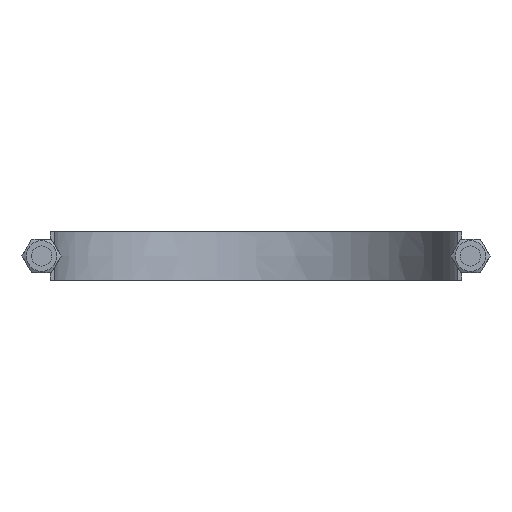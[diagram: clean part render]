
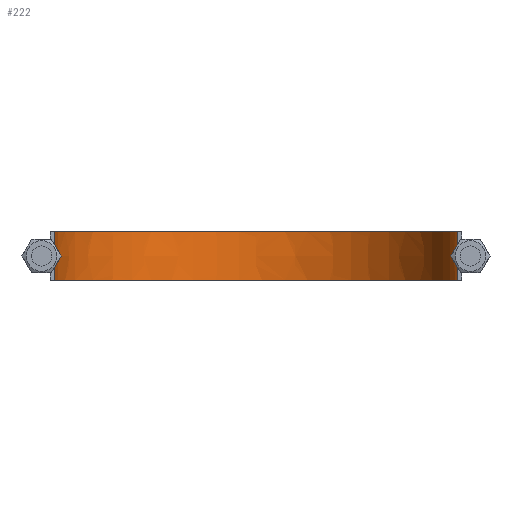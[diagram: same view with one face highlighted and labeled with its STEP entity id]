
A CAD part, front view. The second image highlights one B-rep face of the part: STEP entity #222.
In plain terms, the highlighted face is a extrusion surface.
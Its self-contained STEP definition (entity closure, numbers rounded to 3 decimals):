
#222 = ADVANCED_FACE( '', ( #268 ), #269, .T. );
#268 = FACE_OUTER_BOUND( '', #370, .T. );
#269 = SURFACE_OF_LINEAR_EXTRUSION( '', #371, #372 );
#370 = EDGE_LOOP( '', ( #1388, #1389, #1390, #1391 ) );
#371 = B_SPLINE_CURVE_WITH_KNOTS( '', 3, ( #1392, #1393, #1394, #1395, #1396, #1397, #1398, #1399, #1400, #1401, #1402, #1403, #1404, #1405, #1406, #1407, #1408 ), .UNSPECIFIED., .F., .F., ( 4, 3, 1, 1, 1, 1, 1, 1, 1, 3, 4 ), ( -10., -9., -8., -7., -6., -5., -4., -3., -2., -1., 0. ), .UNSPECIFIED. );
#372 = VECTOR( '', #1409, 1000. );
#1388 = ORIENTED_EDGE( '', *, *, #1657, .F. );
#1389 = ORIENTED_EDGE( '', *, *, #1646, .F. );
#1390 = ORIENTED_EDGE( '', *, *, #1650, .T. );
#1391 = ORIENTED_EDGE( '', *, *, #1654, .T. );
#1392 = CARTESIAN_POINT( '', ( -125.25, 84.5, -410.169 ) );
#1393 = CARTESIAN_POINT( '', ( -125.25, 125.917, -410.169 ) );
#1394 = CARTESIAN_POINT( '', ( -125.25, 167.333, -410.169 ) );
#1395 = CARTESIAN_POINT( '', ( -125.25, 208.75, -410.169 ) );
#1396 = CARTESIAN_POINT( '', ( -125.25, 225.13, -410.169 ) );
#1397 = CARTESIAN_POINT( '', ( -118.728, 257.935, -410.169 ) );
#1398 = CARTESIAN_POINT( '', ( -90.871, 299.619, -410.169 ) );
#1399 = CARTESIAN_POINT( '', ( -49.179, 327.479, -410.169 ) );
#1400 = CARTESIAN_POINT( '', ( 0., 337.261, -410.169 ) );
#1401 = CARTESIAN_POINT( '', ( 49.179, 327.479, -410.169 ) );
#1402 = CARTESIAN_POINT( '', ( 90.871, 299.619, -410.169 ) );
#1403 = CARTESIAN_POINT( '', ( 118.728, 257.935, -410.169 ) );
#1404 = CARTESIAN_POINT( '', ( 125.25, 225.13, -410.169 ) );
#1405 = CARTESIAN_POINT( '', ( 125.25, 208.75, -410.169 ) );
#1406 = CARTESIAN_POINT( '', ( 125.25, 167.333, -410.169 ) );
#1407 = CARTESIAN_POINT( '', ( 125.25, 125.917, -410.169 ) );
#1408 = CARTESIAN_POINT( '', ( 125.25, 84.5, -410.169 ) );
#1409 = DIRECTION( '', ( 0., 0., 1. ) );
#1646 = EDGE_CURVE( '', #1715, #1716, #1717, .T. );
#1650 = EDGE_CURVE( '', #1715, #1723, #1724, .T. );
#1654 = EDGE_CURVE( '', #1723, #1730, #1731, .T. );
#1657 = EDGE_CURVE( '', #1716, #1730, #1735, .T. );
#1715 = VERTEX_POINT( '', #1845 );
#1716 = VERTEX_POINT( '', #1846 );
#1717 = LINE( '', #1847, #1848 );
#1723 = VERTEX_POINT( '', #1886 );
#1724 = B_SPLINE_CURVE_WITH_KNOTS( '', 3, ( #1887, #1888, #1889, #1890, #1891, #1892, #1893, #1894, #1895, #1896, #1897, #1898, #1899, #1900, #1901, #1902, #1903 ), .UNSPECIFIED., .F., .F., ( 4, 3, 1, 1, 1, 1, 1, 1, 1, 3, 4 ), ( -10., -9., -8., -7., -6., -5., -4., -3., -2., -1., 0. ), .UNSPECIFIED. );
#1730 = VERTEX_POINT( '', #1936 );
#1731 = LINE( '', #1937, #1938 );
#1735 = B_SPLINE_CURVE_WITH_KNOTS( '', 3, ( #1973, #1974, #1975, #1976, #1977, #1978, #1979, #1980, #1981, #1982, #1983, #1984, #1985, #1986, #1987, #1988, #1989 ), .UNSPECIFIED., .F., .F., ( 4, 3, 1, 1, 1, 1, 1, 1, 1, 3, 4 ), ( -10., -9., -8., -7., -6., -5., -4., -3., -2., -1., 0. ), .UNSPECIFIED. );
#1845 = CARTESIAN_POINT( '', ( -125.25, 84.5, -15. ) );
#1846 = CARTESIAN_POINT( '', ( -125.25, 84.5, 15. ) );
#1847 = CARTESIAN_POINT( '', ( -125.25, 84.5, -410.169 ) );
#1848 = VECTOR( '', #2299, 1000. );
#1886 = CARTESIAN_POINT( '', ( 125.25, 84.5, -15. ) );
#1887 = CARTESIAN_POINT( '', ( -125.25, 84.5, -15. ) );
#1888 = CARTESIAN_POINT( '', ( -125.25, 125.917, -15. ) );
#1889 = CARTESIAN_POINT( '', ( -125.25, 167.333, -15. ) );
#1890 = CARTESIAN_POINT( '', ( -125.25, 208.75, -15. ) );
#1891 = CARTESIAN_POINT( '', ( -125.25, 225.13, -15. ) );
#1892 = CARTESIAN_POINT( '', ( -118.728, 257.935, -15. ) );
#1893 = CARTESIAN_POINT( '', ( -90.871, 299.619, -15. ) );
#1894 = CARTESIAN_POINT( '', ( -49.179, 327.479, -15. ) );
#1895 = CARTESIAN_POINT( '', ( 0., 337.261, -15. ) );
#1896 = CARTESIAN_POINT( '', ( 49.179, 327.479, -15. ) );
#1897 = CARTESIAN_POINT( '', ( 90.871, 299.619, -15. ) );
#1898 = CARTESIAN_POINT( '', ( 118.728, 257.935, -15. ) );
#1899 = CARTESIAN_POINT( '', ( 125.25, 225.13, -15. ) );
#1900 = CARTESIAN_POINT( '', ( 125.25, 208.75, -15. ) );
#1901 = CARTESIAN_POINT( '', ( 125.25, 167.333, -15. ) );
#1902 = CARTESIAN_POINT( '', ( 125.25, 125.917, -15. ) );
#1903 = CARTESIAN_POINT( '', ( 125.25, 84.5, -15. ) );
#1936 = CARTESIAN_POINT( '', ( 125.25, 84.5, 15. ) );
#1937 = CARTESIAN_POINT( '', ( 125.25, 84.5, -410.169 ) );
#1938 = VECTOR( '', #2303, 1000. );
#1973 = CARTESIAN_POINT( '', ( -125.25, 84.5, 15. ) );
#1974 = CARTESIAN_POINT( '', ( -125.25, 125.917, 15. ) );
#1975 = CARTESIAN_POINT( '', ( -125.25, 167.333, 15. ) );
#1976 = CARTESIAN_POINT( '', ( -125.25, 208.75, 15. ) );
#1977 = CARTESIAN_POINT( '', ( -125.25, 225.13, 15. ) );
#1978 = CARTESIAN_POINT( '', ( -118.728, 257.935, 15. ) );
#1979 = CARTESIAN_POINT( '', ( -90.871, 299.619, 15. ) );
#1980 = CARTESIAN_POINT( '', ( -49.179, 327.479, 15. ) );
#1981 = CARTESIAN_POINT( '', ( 0., 337.261, 15. ) );
#1982 = CARTESIAN_POINT( '', ( 49.179, 327.479, 15. ) );
#1983 = CARTESIAN_POINT( '', ( 90.871, 299.619, 15. ) );
#1984 = CARTESIAN_POINT( '', ( 118.728, 257.935, 15. ) );
#1985 = CARTESIAN_POINT( '', ( 125.25, 225.13, 15. ) );
#1986 = CARTESIAN_POINT( '', ( 125.25, 208.75, 15. ) );
#1987 = CARTESIAN_POINT( '', ( 125.25, 167.333, 15. ) );
#1988 = CARTESIAN_POINT( '', ( 125.25, 125.917, 15. ) );
#1989 = CARTESIAN_POINT( '', ( 125.25, 84.5, 15. ) );
#2299 = DIRECTION( '', ( 0., 0., 1. ) );
#2303 = DIRECTION( '', ( 0., 0., 1. ) );
